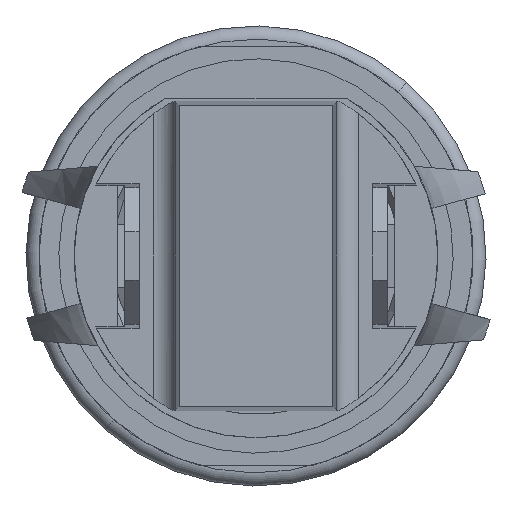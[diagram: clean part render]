
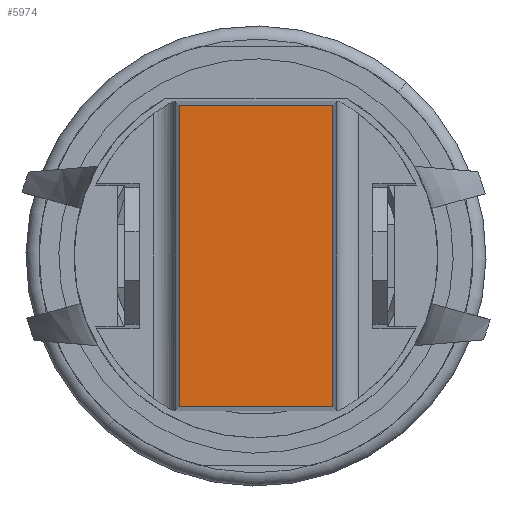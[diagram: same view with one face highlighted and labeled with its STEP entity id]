
A CAD part, front view. The second image highlights one B-rep face of the part: STEP entity #5974.
In plain terms, the highlighted planar face has unit normal (0, -1, 0).
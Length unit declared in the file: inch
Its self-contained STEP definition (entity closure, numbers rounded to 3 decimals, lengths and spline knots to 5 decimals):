
#59 = CARTESIAN_POINT ( 'NONE',  ( -0.20612, -0.337, 0.10512 ) ) ;
#841 = DIRECTION ( 'NONE',  ( 0., 0., -1. ) ) ;
#1238 = ORIENTED_EDGE ( 'NONE', *, *, #3463, .F. ) ;
#1330 = VECTOR ( 'NONE', #841, 39.37008 ) ;
#1451 = LINE ( 'NONE', #8543, #5413 ) ;
#1687 = CARTESIAN_POINT ( 'NONE',  ( 0.20612, -0.337, -0.10512 ) ) ;
#1725 = VERTEX_POINT ( 'NONE', #6676 ) ;
#1918 = VECTOR ( 'NONE', #6705, 39.37008 ) ;
#2022 = DIRECTION ( 'NONE',  ( 0., 0., 1. ) ) ;
#2391 = FACE_OUTER_BOUND ( 'NONE', #4710, .T. ) ;
#2457 = VERTEX_POINT ( 'NONE', #1687 ) ;
#2742 = PLANE ( 'NONE',  #6860 ) ;
#3035 = VERTEX_POINT ( 'NONE', #8674 ) ;
#3463 = EDGE_CURVE ( 'NONE', #2457, #1725, #8291, .T. ) ;
#3697 = CARTESIAN_POINT ( 'NONE',  ( 0.212, -0.337, 0.10512 ) ) ;
#4558 = CARTESIAN_POINT ( 'NONE',  ( 0.20612, -0.337, 0.111 ) ) ;
#4710 = EDGE_LOOP ( 'NONE', ( #9506, #1238, #8558, #5372 ) ) ;
#4840 = EDGE_CURVE ( 'NONE', #3035, #2457, #9063, .T. ) ;
#4986 = CARTESIAN_POINT ( 'NONE',  ( 0.212, -0.337, 0.111 ) ) ;
#5372 = ORIENTED_EDGE ( 'NONE', *, *, #9547, .T. ) ;
#5413 = VECTOR ( 'NONE', #6268, 39.37008 ) ;
#5974 = ADVANCED_FACE ( 'NONE', ( #2391 ), #2742, .F. ) ;
#6268 = DIRECTION ( 'NONE',  ( 0., 0., -1. ) ) ;
#6300 = CARTESIAN_POINT ( 'NONE',  ( 0.212, -0.337, -0.10512 ) ) ;
#6492 = DIRECTION ( 'NONE',  ( 0., 1., 0. ) ) ;
#6602 = EDGE_CURVE ( 'NONE', #8149, #1725, #1451, .T. ) ;
#6676 = CARTESIAN_POINT ( 'NONE',  ( -0.20612, -0.337, -0.10512 ) ) ;
#6705 = DIRECTION ( 'NONE',  ( -1., 0., 0. ) ) ;
#6860 = AXIS2_PLACEMENT_3D ( 'NONE', #4986, #6492, #2022 ) ;
#7064 = DIRECTION ( 'NONE',  ( -1., 0., 0. ) ) ;
#7886 = LINE ( 'NONE', #3697, #1918 ) ;
#8149 = VERTEX_POINT ( 'NONE', #59 ) ;
#8291 = LINE ( 'NONE', #6300, #8534 ) ;
#8534 = VECTOR ( 'NONE', #7064, 39.37008 ) ;
#8543 = CARTESIAN_POINT ( 'NONE',  ( -0.20612, -0.337, 0.111 ) ) ;
#8558 = ORIENTED_EDGE ( 'NONE', *, *, #4840, .F. ) ;
#8674 = CARTESIAN_POINT ( 'NONE',  ( 0.20612, -0.337, 0.10512 ) ) ;
#9063 = LINE ( 'NONE', #4558, #1330 ) ;
#9506 = ORIENTED_EDGE ( 'NONE', *, *, #6602, .T. ) ;
#9547 = EDGE_CURVE ( 'NONE', #3035, #8149, #7886, .T. ) ;
